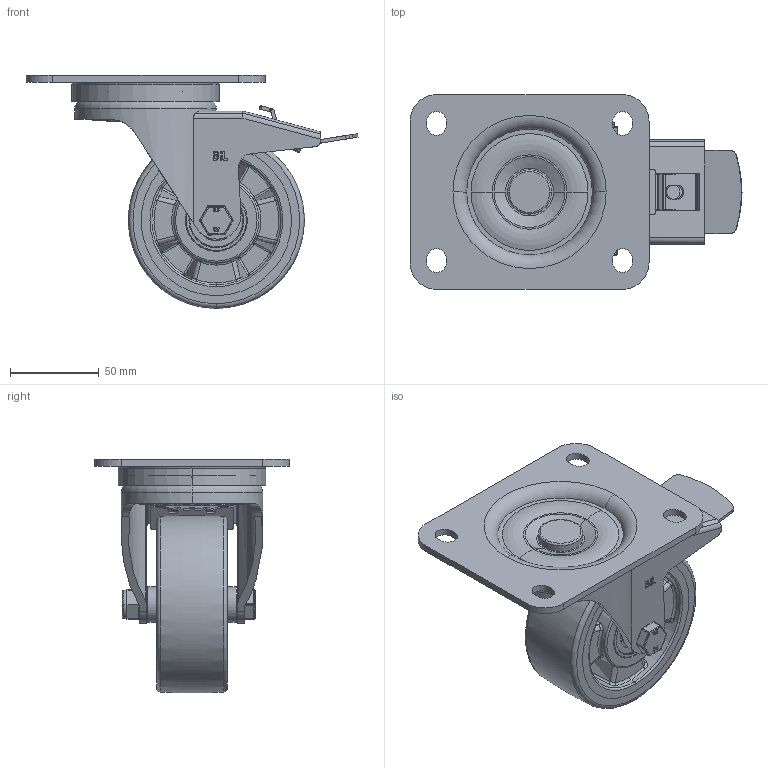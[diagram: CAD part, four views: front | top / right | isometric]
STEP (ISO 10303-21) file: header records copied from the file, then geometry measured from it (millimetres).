
FILE_DESCRIPTION(('STEP AP203'),'1');
FILE_NAME('BZPH100XPNBJSWB.STEP','2023-02-17T12:15:28',(' '),(' '),'Spatial InterOp 3D',' ',' ');
FILE_SCHEMA(('CONFIG_CONTROL_DESIGN'));
Length unit declared in the file: metre
Products named in the file (32): BZPH100ASSWB; ZINC PLATED, PRESSED STEEL TOP PLATE; ZINC PLATED, PRESSED STEEL FORKS; ZINC PLATED, PRESSED STEEL BRAKE PEDAL; BEARING SEAL; BRAKE PAD; BRAKE PAD Geometry; BRAKE BOLT; BZPH100XPNBJSWB; BZXH100WPNBJM15; POLYURETHANE TYRE; NYLON RIM; BEARING 6202; METAL; METAL2; Pattern; Component1; MIDDLE; RUBBER; RUBBER2; BEARING SPACER; TH15X5X10 - 3; ZINC PLATED HEADED SPACER; HEXBOLTM10X65Z8.8FULL; GRADE 8.8 FULLY THREADED ZINC PLATED BOLT; NYLOC NUT; RUBBER3; NUT; NYLOCM10Z
Assembly tree (52 placements, depth 5):
  BZPH100XPNBJSWB
    BZPH100ASSWB
      ZINC PLATED, PRESSED STEEL TOP PLATE
      ZINC PLATED, PRESSED STEEL FORKS
      ZINC PLATED, PRESSED STEEL BRAKE PEDAL
      BEARING SEAL
      BRAKE PAD
        BRAKE PAD Geometry
        BRAKE BOLT
    BZXH100WPNBJM15
      POLYURETHANE TYRE
      NYLON RIM
      BEARING 6202
        METAL
        METAL2
        Pattern
          Component1  x8
        MIDDLE
        RUBBER
        RUBBER2
      BEARING 6202
        METAL
        METAL2
        Pattern
          Component1  x8
        MIDDLE
        RUBBER
        RUBBER2
      BEARING SPACER
    TH15X5X10 - 3
      ZINC PLATED HEADED SPACER
    TH15X5X10 - 3
      ZINC PLATED HEADED SPACER
    HEXBOLTM10X65Z8.8FULL
      GRADE 8.8 FULLY THREADED ZINC PLATED BOLT
    NYLOCM10Z
      NYLOC NUT
        RUBBER3
        NUT
Bounding box: 187.5 x 110 x 131.96 mm (x, y, z)
Volume: 401139.7 mm3; surface area: 191315.3 mm2
Topology: 41 solids, 41 shells, 1883 faces, 4859 edges, 3084 vertices
Faces by surface type: plane 650, cylinder 509, extrusion 330, sphere 164, bspline 104, torus 98, offset 16, cone 12
Entity records: 88753 total; most frequent: CARTESIAN_POINT 52224, ORIENTED_EDGE 7468, DIRECTION 6846, EDGE_CURVE 3734, AXIS2_PLACEMENT_3D 2579, VERTEX_POINT 2396, VECTOR 1688, EDGE_LOOP 1628
